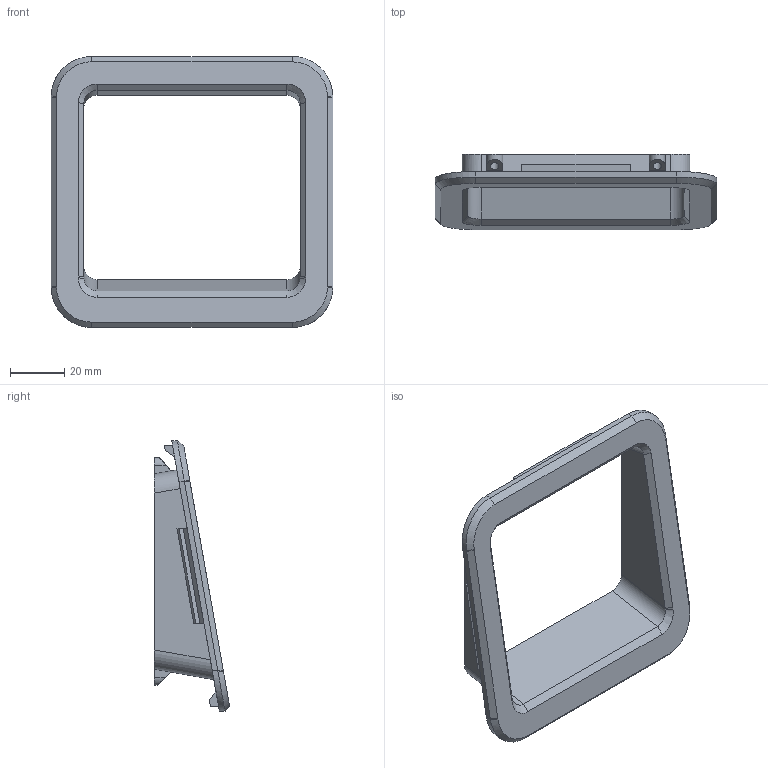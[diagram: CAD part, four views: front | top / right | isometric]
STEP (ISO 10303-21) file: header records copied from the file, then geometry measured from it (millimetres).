
FILE_DESCRIPTION(/* description */ (''),/* implementation_level */ '2;1');
FILE_NAME(/* name */ 'face.step',/* time_stamp */ '2021-07-18T21:34:40-05:00',/* author */ (''),/* organization */ (''),/* preprocessor_version */ 'ST-DEVELOPER v18.1',/* originating_system */ 'Autodesk Translation Framework v10.9.0.1377',/* authorisation */ '');
FILE_SCHEMA (('AUTOMOTIVE_DESIGN { 1 0 10303 214 3 1 1 }'));
Length unit declared in the file: millimetre
Products named in the file (1): face
Bounding box: 104 x 27.71 x 100 mm (x, y, z)
Volume: 26981.5 mm3; surface area: 21047.8 mm2
Topology: 1 solids, 1 shells, 91 faces, 236 edges, 152 vertices
Faces by surface type: plane 57, cylinder 20, bspline 12, cone 2
Full cylindrical faces by diameter (mm): 3 x4
Entity records: 3050 total; most frequent: CARTESIAN_POINT 816, ORIENTED_EDGE 472, DIRECTION 408, EDGE_CURVE 236, LINE 176, VECTOR 176, VERTEX_POINT 152, AXIS2_PLACEMENT_3D 116
